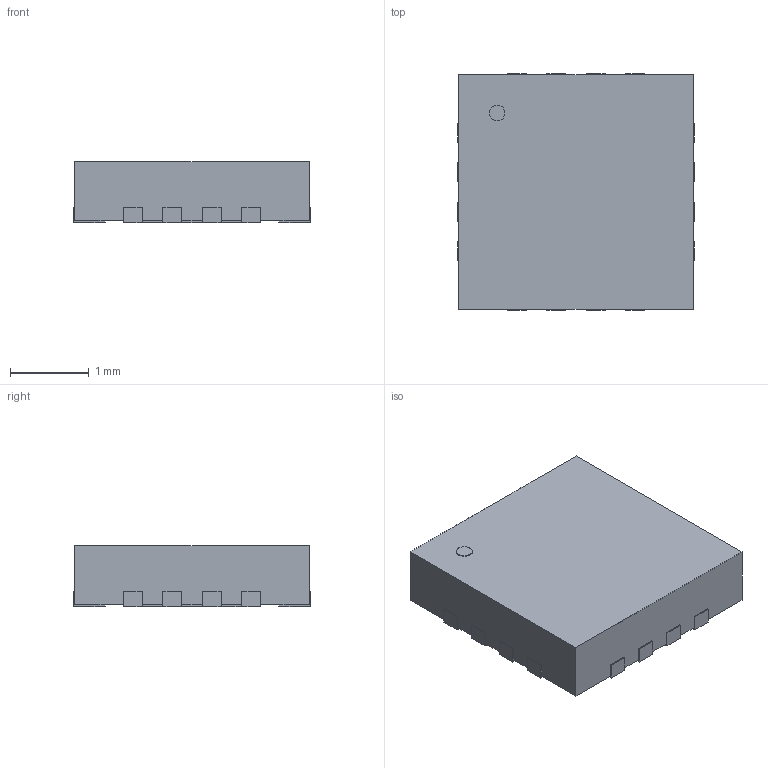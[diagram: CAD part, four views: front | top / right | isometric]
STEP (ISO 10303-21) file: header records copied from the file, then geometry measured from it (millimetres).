
FILE_DESCRIPTION(/* description */ ('model of QFN-16-1EP_3x3mm_P0.5mm_EP1.7x1.7mm'),/* implementation_level */ '2;1');
FILE_NAME(/* name */ 'QFN-16-1EP_3x3mm_P0.5mm_EP1.7x1.7mm.step',/* time_stamp */ '2024-01-23T16:05:56',/* author */ ('KiCAD','kicad'),/* organization */ ('OCCT'),/* preprocessor_version */ '',/* originating_system */ 'KiCAD',/* authorisation */ '');
FILE_SCHEMA(('AUTOMOTIVE_DESIGN { 1 0 10303 214 1 1 1 1 }'));
Length unit declared in the file: millimetre
Products named in the file (1): QFN-16-1EP_3x3mm_P0.5mm_EP1.7x1.7mm
Bounding box: 3 x 3 x 0.79 mm (x, y, z)
Volume: 6.8 mm3; surface area: 27.5 mm2
Topology: 1 solids, 1 shells, 110 faces, 318 edges, 212 vertices
Faces by surface type: plane 109, cylinder 1
Full cylindrical faces by diameter (mm): 0.2 x1
Entity records: 4557 total; most frequent: CARTESIAN_POINT 641, ORIENTED_EDGE 636, DIRECTION 542, EDGE_CURVE 318, LINE 316, VECTOR 316, VERTEX_POINT 212, AXIS2_PLACEMENT_3D 113
